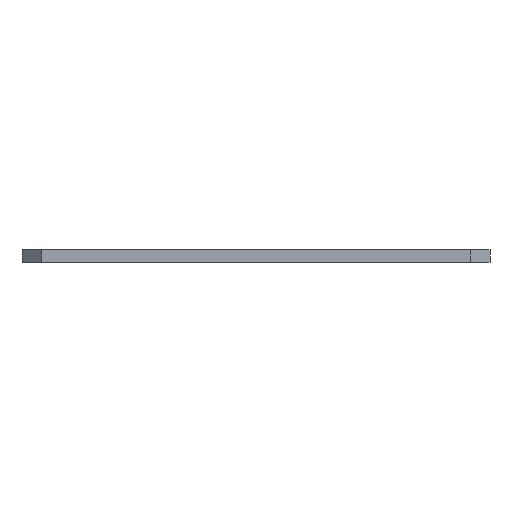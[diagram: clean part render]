
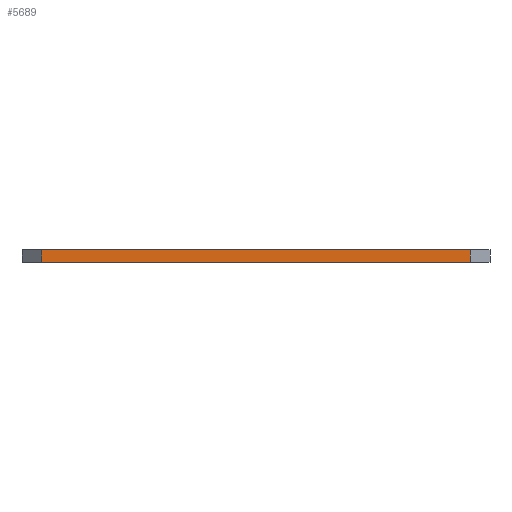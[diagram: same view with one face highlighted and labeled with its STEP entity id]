
A CAD part, front view. The second image highlights one B-rep face of the part: STEP entity #5689.
In plain terms, the highlighted planar face has unit normal (0, -1, 0).
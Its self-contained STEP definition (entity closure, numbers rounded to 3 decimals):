
#83 = PLANE('',#84);
#84 = AXIS2_PLACEMENT_3D('',#85,#86,#87);
#85 = CARTESIAN_POINT('',(148.245,-105.138,1.6));
#86 = DIRECTION('',(-0.,-0.,-1.));
#87 = DIRECTION('',(-1.,0.,0.));
#137 = PLANE('',#138);
#138 = AXIS2_PLACEMENT_3D('',#139,#140,#141);
#139 = CARTESIAN_POINT('',(148.245,-105.138,0.));
#140 = DIRECTION('',(-0.,-0.,-1.));
#141 = DIRECTION('',(-1.,0.,0.));
#414 = VERTEX_POINT('',#415);
#415 = CARTESIAN_POINT('',(175.806,-131.674,0.));
#429 = PLANE('',#430);
#430 = AXIS2_PLACEMENT_3D('',#431,#432,#433);
#431 = CARTESIAN_POINT('',(175.806,-129.134,0.));
#432 = DIRECTION('',(1.,0.,-0.));
#433 = DIRECTION('',(0.,-1.,0.));
#441 = EDGE_CURVE('',#414,#442,#444,.T.);
#442 = VERTEX_POINT('',#443);
#443 = CARTESIAN_POINT('',(121.196,-131.674,0.));
#444 = SURFACE_CURVE('',#445,(#449,#456),.PCURVE_S1.);
#445 = LINE('',#446,#447);
#446 = CARTESIAN_POINT('',(175.806,-131.674,0.));
#447 = VECTOR('',#448,1.);
#448 = DIRECTION('',(-1.,0.,0.));
#449 = PCURVE('',#137,#450);
#450 = DEFINITIONAL_REPRESENTATION('',(#451),#455);
#451 = LINE('',#452,#453);
#452 = CARTESIAN_POINT('',(-27.561,-26.535));
#453 = VECTOR('',#454,1.);
#454 = DIRECTION('',(1.,0.));
#455 = ( GEOMETRIC_REPRESENTATION_CONTEXT(2) 
PARAMETRIC_REPRESENTATION_CONTEXT() REPRESENTATION_CONTEXT('2D SPACE',''
  ) );
#456 = PCURVE('',#457,#462);
#457 = PLANE('',#458);
#458 = AXIS2_PLACEMENT_3D('',#459,#460,#461);
#459 = CARTESIAN_POINT('',(175.806,-131.674,0.));
#460 = DIRECTION('',(0.,-1.,0.));
#461 = DIRECTION('',(-1.,0.,0.));
#462 = DEFINITIONAL_REPRESENTATION('',(#463),#467);
#463 = LINE('',#464,#465);
#464 = CARTESIAN_POINT('',(0.,-0.));
#465 = VECTOR('',#466,1.);
#466 = DIRECTION('',(1.,0.));
#467 = ( GEOMETRIC_REPRESENTATION_CONTEXT(2) 
PARAMETRIC_REPRESENTATION_CONTEXT() REPRESENTATION_CONTEXT('2D SPACE',''
  ) );
#485 = PLANE('',#486);
#486 = AXIS2_PLACEMENT_3D('',#487,#488,#489);
#487 = CARTESIAN_POINT('',(121.196,-131.674,0.));
#488 = DIRECTION('',(-0.707,-0.707,0.));
#489 = DIRECTION('',(-0.707,0.707,0.));
#3242 = VERTEX_POINT('',#3243);
#3243 = CARTESIAN_POINT('',(175.806,-131.674,1.6));
#3264 = EDGE_CURVE('',#3242,#3265,#3267,.T.);
#3265 = VERTEX_POINT('',#3266);
#3266 = CARTESIAN_POINT('',(121.196,-131.674,1.6));
#3267 = SURFACE_CURVE('',#3268,(#3272,#3279),.PCURVE_S1.);
#3268 = LINE('',#3269,#3270);
#3269 = CARTESIAN_POINT('',(175.806,-131.674,1.6));
#3270 = VECTOR('',#3271,1.);
#3271 = DIRECTION('',(-1.,0.,0.));
#3272 = PCURVE('',#83,#3273);
#3273 = DEFINITIONAL_REPRESENTATION('',(#3274),#3278);
#3274 = LINE('',#3275,#3276);
#3275 = CARTESIAN_POINT('',(-27.561,-26.535));
#3276 = VECTOR('',#3277,1.);
#3277 = DIRECTION('',(1.,0.));
#3278 = ( GEOMETRIC_REPRESENTATION_CONTEXT(2) 
PARAMETRIC_REPRESENTATION_CONTEXT() REPRESENTATION_CONTEXT('2D SPACE',''
  ) );
#3279 = PCURVE('',#457,#3280);
#3280 = DEFINITIONAL_REPRESENTATION('',(#3281),#3285);
#3281 = LINE('',#3282,#3283);
#3282 = CARTESIAN_POINT('',(0.,-1.6));
#3283 = VECTOR('',#3284,1.);
#3284 = DIRECTION('',(1.,0.));
#3285 = ( GEOMETRIC_REPRESENTATION_CONTEXT(2) 
PARAMETRIC_REPRESENTATION_CONTEXT() REPRESENTATION_CONTEXT('2D SPACE',''
  ) );
#5639 = EDGE_CURVE('',#442,#3265,#5640,.T.);
#5640 = SURFACE_CURVE('',#5641,(#5645,#5652),.PCURVE_S1.);
#5641 = LINE('',#5642,#5643);
#5642 = CARTESIAN_POINT('',(121.196,-131.674,0.));
#5643 = VECTOR('',#5644,1.);
#5644 = DIRECTION('',(0.,0.,1.));
#5645 = PCURVE('',#485,#5646);
#5646 = DEFINITIONAL_REPRESENTATION('',(#5647),#5651);
#5647 = LINE('',#5648,#5649);
#5648 = CARTESIAN_POINT('',(0.,0.));
#5649 = VECTOR('',#5650,1.);
#5650 = DIRECTION('',(0.,-1.));
#5651 = ( GEOMETRIC_REPRESENTATION_CONTEXT(2) 
PARAMETRIC_REPRESENTATION_CONTEXT() REPRESENTATION_CONTEXT('2D SPACE',''
  ) );
#5652 = PCURVE('',#457,#5653);
#5653 = DEFINITIONAL_REPRESENTATION('',(#5654),#5658);
#5654 = LINE('',#5655,#5656);
#5655 = CARTESIAN_POINT('',(54.61,0.));
#5656 = VECTOR('',#5657,1.);
#5657 = DIRECTION('',(0.,-1.));
#5658 = ( GEOMETRIC_REPRESENTATION_CONTEXT(2) 
PARAMETRIC_REPRESENTATION_CONTEXT() REPRESENTATION_CONTEXT('2D SPACE',''
  ) );
#5689 = ADVANCED_FACE('',(#5690),#457,.T.);
#5690 = FACE_BOUND('',#5691,.T.);
#5691 = EDGE_LOOP('',(#5692,#5713,#5714,#5715));
#5692 = ORIENTED_EDGE('',*,*,#5693,.T.);
#5693 = EDGE_CURVE('',#414,#3242,#5694,.T.);
#5694 = SURFACE_CURVE('',#5695,(#5699,#5706),.PCURVE_S1.);
#5695 = LINE('',#5696,#5697);
#5696 = CARTESIAN_POINT('',(175.806,-131.674,0.));
#5697 = VECTOR('',#5698,1.);
#5698 = DIRECTION('',(0.,0.,1.));
#5699 = PCURVE('',#457,#5700);
#5700 = DEFINITIONAL_REPRESENTATION('',(#5701),#5705);
#5701 = LINE('',#5702,#5703);
#5702 = CARTESIAN_POINT('',(0.,-0.));
#5703 = VECTOR('',#5704,1.);
#5704 = DIRECTION('',(0.,-1.));
#5705 = ( GEOMETRIC_REPRESENTATION_CONTEXT(2) 
PARAMETRIC_REPRESENTATION_CONTEXT() REPRESENTATION_CONTEXT('2D SPACE',''
  ) );
#5706 = PCURVE('',#429,#5707);
#5707 = DEFINITIONAL_REPRESENTATION('',(#5708),#5712);
#5708 = LINE('',#5709,#5710);
#5709 = CARTESIAN_POINT('',(2.54,0.));
#5710 = VECTOR('',#5711,1.);
#5711 = DIRECTION('',(0.,-1.));
#5712 = ( GEOMETRIC_REPRESENTATION_CONTEXT(2) 
PARAMETRIC_REPRESENTATION_CONTEXT() REPRESENTATION_CONTEXT('2D SPACE',''
  ) );
#5713 = ORIENTED_EDGE('',*,*,#3264,.T.);
#5714 = ORIENTED_EDGE('',*,*,#5639,.F.);
#5715 = ORIENTED_EDGE('',*,*,#441,.F.);
